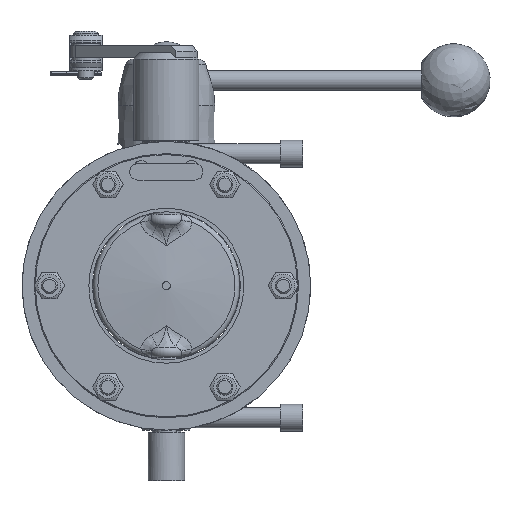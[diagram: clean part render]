
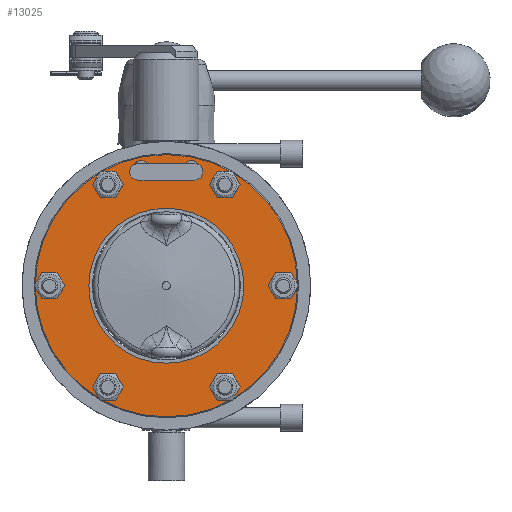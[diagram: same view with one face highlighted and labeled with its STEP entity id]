
A CAD part, left-side view. The second image highlights one B-rep face of the part: STEP entity #13025.
In plain terms, the highlighted planar face has unit normal (-1, 0, 0).
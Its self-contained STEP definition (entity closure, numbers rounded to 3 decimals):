
#3811=CARTESIAN_POINT('',(-113.,31.575,44.903));
#3812=VERTEX_POINT('',#3811);
#3813=CARTESIAN_POINT('',(-113.,28.75,49.796));
#3814=DIRECTION('',(1.,0.0,0.0));
#3815=DIRECTION('',(0.0,0.5,-0.866));
#3816=AXIS2_PLACEMENT_3D('',#3813,#3814,#3815);
#3817=CIRCLE('',#3816,5.65);
#3818=EDGE_CURVE('',#3812,#3812,#3817,.T.);
#4689=CARTESIAN_POINT('',(-113.,54.675,-4.893));
#4690=VERTEX_POINT('',#4689);
#4691=CARTESIAN_POINT('',(-113.,57.5,0.));
#4692=DIRECTION('',(1.0,0.0,0.0));
#4693=DIRECTION('',(0.0,-0.5,-0.866));
#4694=AXIS2_PLACEMENT_3D('',#4691,#4692,#4693);
#4695=CIRCLE('',#4694,5.65);
#4696=EDGE_CURVE('',#4690,#4690,#4695,.T.);
#5567=CARTESIAN_POINT('',(-113.,23.1,-49.796));
#5568=VERTEX_POINT('',#5567);
#5569=CARTESIAN_POINT('',(-113.,28.75,-49.796));
#5570=DIRECTION('',(1.0,0.0,0.0));
#5571=DIRECTION('',(0.0,-1.0,0.0));
#5572=AXIS2_PLACEMENT_3D('',#5569,#5570,#5571);
#5573=CIRCLE('',#5572,5.65);
#5574=EDGE_CURVE('',#5568,#5568,#5573,.T.);
#6445=CARTESIAN_POINT('',(-113.,-31.575,-44.903));
#6446=VERTEX_POINT('',#6445);
#6447=CARTESIAN_POINT('',(-113.,-28.75,-49.796));
#6448=DIRECTION('',(1.,0.0,0.0));
#6449=DIRECTION('',(0.0,-0.5,0.866));
#6450=AXIS2_PLACEMENT_3D('',#6447,#6448,#6449);
#6451=CIRCLE('',#6450,5.65);
#6452=EDGE_CURVE('',#6446,#6446,#6451,.T.);
#7323=CARTESIAN_POINT('',(-113.,-54.675,4.893));
#7324=VERTEX_POINT('',#7323);
#7325=CARTESIAN_POINT('',(-113.,-57.5,0.));
#7326=DIRECTION('',(1.,0.0,0.0));
#7327=DIRECTION('',(0.0,0.5,0.866));
#7328=AXIS2_PLACEMENT_3D('',#7325,#7326,#7327);
#7329=CIRCLE('',#7328,5.65);
#7330=EDGE_CURVE('',#7324,#7324,#7329,.T.);
#8201=CARTESIAN_POINT('',(-113.,-23.1,49.796));
#8202=VERTEX_POINT('',#8201);
#8203=CARTESIAN_POINT('',(-113.,-28.75,49.796));
#8204=DIRECTION('',(1.0,0.0,0.0));
#8205=DIRECTION('',(0.0,1.0,0.0));
#8206=AXIS2_PLACEMENT_3D('',#8203,#8204,#8205);
#8207=CIRCLE('',#8206,5.65);
#8208=EDGE_CURVE('',#8202,#8202,#8207,.T.);
#12703=CARTESIAN_POINT('',(-113.,12.5,54.4));
#12704=VERTEX_POINT('',#12703);
#12705=CARTESIAN_POINT('',(-113.,12.5,58.));
#12706=DIRECTION('',(1.0,0.0,0.0));
#12707=DIRECTION('',(0.0,0.0,-1.0));
#12708=AXIS2_PLACEMENT_3D('',#12705,#12706,#12707);
#12709=CIRCLE('',#12708,3.6);
#12710=EDGE_CURVE('',#12704,#12704,#12709,.T.);
#12740=CARTESIAN_POINT('',(-113.,-12.5,54.4));
#12741=VERTEX_POINT('',#12740);
#12742=CARTESIAN_POINT('',(-113.,-12.5,58.));
#12743=DIRECTION('',(1.0,0.0,0.0));
#12744=DIRECTION('',(0.0,0.0,-1.0));
#12745=AXIS2_PLACEMENT_3D('',#12742,#12743,#12744);
#12746=CIRCLE('',#12745,3.6);
#12747=EDGE_CURVE('',#12741,#12741,#12746,.T.);
#12970=CARTESIAN_POINT('',(-113.,-64.5,0.));
#12971=VERTEX_POINT('',#12970);
#12972=CARTESIAN_POINT('',(-113.,0.,0.));
#12973=DIRECTION('',(1.0,0.0,0.0));
#12974=DIRECTION('',(0.0,1.0,0.0));
#12975=AXIS2_PLACEMENT_3D('',#12972,#12973,#12974);
#12976=CIRCLE('',#12975,64.5);
#12977=EDGE_CURVE('',#12971,#12971,#12976,.T.);
#12982=CARTESIAN_POINT('',(-113.,-51.55,0.));
#12983=DIRECTION('',(-1.0,0.0,0.0));
#12984=DIRECTION('',(0.0,0.0,-1.0));
#12985=AXIS2_PLACEMENT_3D('',#12982,#12983,#12984);
#12986=PLANE('',#12985);
#12987=ORIENTED_EDGE('',*,*,#12977,.F.);
#12988=EDGE_LOOP('',(#12987));
#12989=FACE_OUTER_BOUND('',#12988,.T.);
#12990=ORIENTED_EDGE('',*,*,#3818,.T.);
#12991=EDGE_LOOP('',(#12990));
#12992=FACE_BOUND('',#12991,.T.);
#12993=ORIENTED_EDGE('',*,*,#4696,.T.);
#12994=EDGE_LOOP('',(#12993));
#12995=FACE_BOUND('',#12994,.T.);
#12996=ORIENTED_EDGE('',*,*,#5574,.T.);
#12997=EDGE_LOOP('',(#12996));
#12998=FACE_BOUND('',#12997,.T.);
#12999=ORIENTED_EDGE('',*,*,#6452,.T.);
#13000=EDGE_LOOP('',(#12999));
#13001=FACE_BOUND('',#13000,.T.);
#13002=ORIENTED_EDGE('',*,*,#7330,.T.);
#13003=EDGE_LOOP('',(#13002));
#13004=FACE_BOUND('',#13003,.T.);
#13005=ORIENTED_EDGE('',*,*,#8208,.T.);
#13006=EDGE_LOOP('',(#13005));
#13007=FACE_BOUND('',#13006,.T.);
#13008=ORIENTED_EDGE('',*,*,#12710,.T.);
#13009=EDGE_LOOP('',(#13008));
#13010=FACE_BOUND('',#13009,.T.);
#13011=ORIENTED_EDGE('',*,*,#12747,.T.);
#13012=EDGE_LOOP('',(#13011));
#13013=FACE_BOUND('',#13012,.T.);
#13014=CARTESIAN_POINT('',(-113.,-38.1,0.));
#13015=VERTEX_POINT('',#13014);
#13016=CARTESIAN_POINT('',(-113.,0.,0.));
#13017=DIRECTION('',(-1.0,0.0,0.0));
#13018=DIRECTION('',(0.0,-1.0,0.0));
#13019=AXIS2_PLACEMENT_3D('',#13016,#13017,#13018);
#13020=CIRCLE('',#13019,38.1);
#13021=EDGE_CURVE('',#13015,#13015,#13020,.T.);
#13022=ORIENTED_EDGE('',*,*,#13021,.F.);
#13023=EDGE_LOOP('',(#13022));
#13024=FACE_BOUND('',#13023,.T.);
#13025=ADVANCED_FACE('',(#12989,#12992,#12995,#12998,#13001,#13004,#13007,#13010,#13013,#13024),#12986,.T.);
